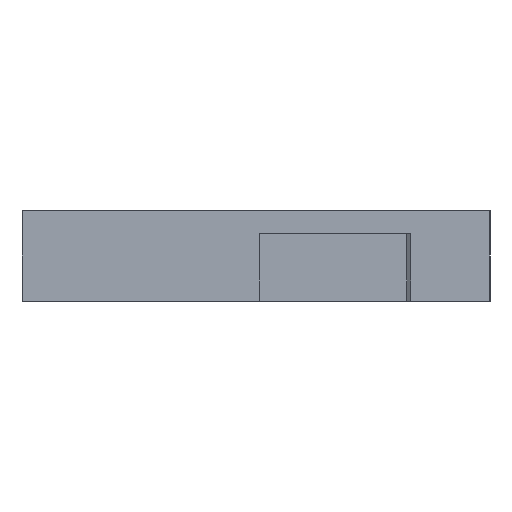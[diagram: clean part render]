
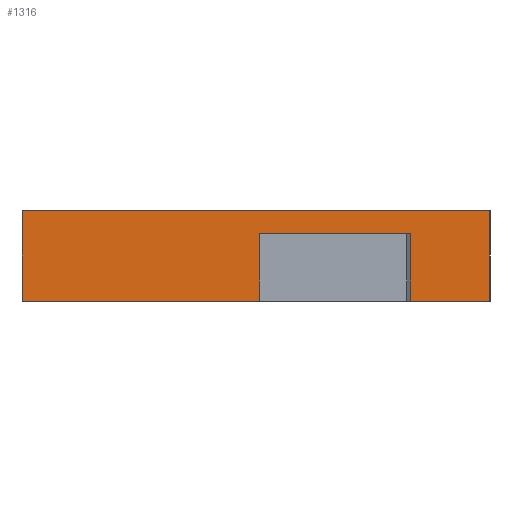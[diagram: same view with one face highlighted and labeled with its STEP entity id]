
A CAD part, left-side view. The second image highlights one B-rep face of the part: STEP entity #1316.
In plain terms, the highlighted planar face has unit normal (-1, 0, 0).
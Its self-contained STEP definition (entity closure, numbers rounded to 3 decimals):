
#100 = PLANE('',#101);
#101 = AXIS2_PLACEMENT_3D('',#102,#103,#104);
#102 = CARTESIAN_POINT('',(0.,0.,0.));
#103 = DIRECTION('',(0.,1.,0.));
#104 = DIRECTION('',(-1.,0.,0.));
#126 = PLANE('',#127);
#127 = AXIS2_PLACEMENT_3D('',#128,#129,#130);
#128 = CARTESIAN_POINT('',(0.,0.,0.));
#129 = DIRECTION('',(0.,0.,1.));
#130 = DIRECTION('',(1.,0.,0.));
#307 = PLANE('',#308);
#308 = AXIS2_PLACEMENT_3D('',#309,#310,#311);
#309 = CARTESIAN_POINT('',(-98.1,30.497,-3.));
#310 = DIRECTION('',(0.,0.,1.));
#311 = DIRECTION('',(1.,0.,0.));
#455 = VERTEX_POINT('',#456);
#456 = CARTESIAN_POINT('',(-105.,0.,-12.));
#470 = PLANE('',#471);
#471 = AXIS2_PLACEMENT_3D('',#472,#473,#474);
#472 = CARTESIAN_POINT('',(0.,0.,-12.));
#473 = DIRECTION('',(0.,0.,1.));
#474 = DIRECTION('',(1.,0.,0.));
#482 = EDGE_CURVE('',#483,#455,#485,.T.);
#483 = VERTEX_POINT('',#484);
#484 = CARTESIAN_POINT('',(-105.,0.,0.));
#485 = SURFACE_CURVE('',#486,(#490,#497),.PCURVE_S1.);
#486 = LINE('',#487,#488);
#487 = CARTESIAN_POINT('',(-105.,0.,0.));
#488 = VECTOR('',#489,1.);
#489 = DIRECTION('',(0.,0.,-1.));
#490 = PCURVE('',#100,#491);
#491 = DEFINITIONAL_REPRESENTATION('',(#492),#496);
#492 = LINE('',#493,#494);
#493 = CARTESIAN_POINT('',(105.,0.));
#494 = VECTOR('',#495,1.);
#495 = DIRECTION('',(0.,-1.));
#496 = ( GEOMETRIC_REPRESENTATION_CONTEXT(2) 
PARAMETRIC_REPRESENTATION_CONTEXT() REPRESENTATION_CONTEXT('2D SPACE',''
  ) );
#497 = PCURVE('',#498,#503);
#498 = PLANE('',#499);
#499 = AXIS2_PLACEMENT_3D('',#500,#501,#502);
#500 = CARTESIAN_POINT('',(-105.,0.,0.));
#501 = DIRECTION('',(1.,0.,0.));
#502 = DIRECTION('',(0.,1.,0.));
#503 = DEFINITIONAL_REPRESENTATION('',(#504),#508);
#504 = LINE('',#505,#506);
#505 = CARTESIAN_POINT('',(0.,0.));
#506 = VECTOR('',#507,1.);
#507 = DIRECTION('',(0.,-1.));
#508 = ( GEOMETRIC_REPRESENTATION_CONTEXT(2) 
PARAMETRIC_REPRESENTATION_CONTEXT() REPRESENTATION_CONTEXT('2D SPACE',''
  ) );
#562 = VERTEX_POINT('',#563);
#563 = CARTESIAN_POINT('',(-105.,62.,0.));
#577 = PLANE('',#578);
#578 = AXIS2_PLACEMENT_3D('',#579,#580,#581);
#579 = CARTESIAN_POINT('',(-105.,62.,0.));
#580 = DIRECTION('',(0.,-1.,0.));
#581 = DIRECTION('',(1.,0.,0.));
#589 = EDGE_CURVE('',#483,#562,#590,.T.);
#590 = SURFACE_CURVE('',#591,(#595,#602),.PCURVE_S1.);
#591 = LINE('',#592,#593);
#592 = CARTESIAN_POINT('',(-105.,0.,0.));
#593 = VECTOR('',#594,1.);
#594 = DIRECTION('',(0.,1.,0.));
#595 = PCURVE('',#126,#596);
#596 = DEFINITIONAL_REPRESENTATION('',(#597),#601);
#597 = LINE('',#598,#599);
#598 = CARTESIAN_POINT('',(-105.,0.));
#599 = VECTOR('',#600,1.);
#600 = DIRECTION('',(0.,1.));
#601 = ( GEOMETRIC_REPRESENTATION_CONTEXT(2) 
PARAMETRIC_REPRESENTATION_CONTEXT() REPRESENTATION_CONTEXT('2D SPACE',''
  ) );
#602 = PCURVE('',#498,#603);
#603 = DEFINITIONAL_REPRESENTATION('',(#604),#608);
#604 = LINE('',#605,#606);
#605 = CARTESIAN_POINT('',(0.,0.));
#606 = VECTOR('',#607,1.);
#607 = DIRECTION('',(1.,0.));
#608 = ( GEOMETRIC_REPRESENTATION_CONTEXT(2) 
PARAMETRIC_REPRESENTATION_CONTEXT() REPRESENTATION_CONTEXT('2D SPACE',''
  ) );
#1316 = ADVANCED_FACE('',(#1317),#498,.F.);
#1317 = FACE_BOUND('',#1318,.F.);
#1318 = EDGE_LOOP('',(#1319,#1342,#1370,#1393,#1421,#1449,#1470,#1471));
#1319 = ORIENTED_EDGE('',*,*,#1320,.T.);
#1320 = EDGE_CURVE('',#455,#1321,#1323,.T.);
#1321 = VERTEX_POINT('',#1322);
#1322 = CARTESIAN_POINT('',(-105.,10.497,-12.));
#1323 = SURFACE_CURVE('',#1324,(#1328,#1335),.PCURVE_S1.);
#1324 = LINE('',#1325,#1326);
#1325 = CARTESIAN_POINT('',(-105.,0.,-12.));
#1326 = VECTOR('',#1327,1.);
#1327 = DIRECTION('',(0.,1.,0.));
#1328 = PCURVE('',#498,#1329);
#1329 = DEFINITIONAL_REPRESENTATION('',(#1330),#1334);
#1330 = LINE('',#1331,#1332);
#1331 = CARTESIAN_POINT('',(0.,-12.));
#1332 = VECTOR('',#1333,1.);
#1333 = DIRECTION('',(1.,0.));
#1334 = ( GEOMETRIC_REPRESENTATION_CONTEXT(2) 
PARAMETRIC_REPRESENTATION_CONTEXT() REPRESENTATION_CONTEXT('2D SPACE',''
  ) );
#1335 = PCURVE('',#470,#1336);
#1336 = DEFINITIONAL_REPRESENTATION('',(#1337),#1341);
#1337 = LINE('',#1338,#1339);
#1338 = CARTESIAN_POINT('',(-105.,0.));
#1339 = VECTOR('',#1340,1.);
#1340 = DIRECTION('',(0.,1.));
#1341 = ( GEOMETRIC_REPRESENTATION_CONTEXT(2) 
PARAMETRIC_REPRESENTATION_CONTEXT() REPRESENTATION_CONTEXT('2D SPACE',''
  ) );
#1342 = ORIENTED_EDGE('',*,*,#1343,.T.);
#1343 = EDGE_CURVE('',#1321,#1344,#1346,.T.);
#1344 = VERTEX_POINT('',#1345);
#1345 = CARTESIAN_POINT('',(-105.,10.497,-3.));
#1346 = SURFACE_CURVE('',#1347,(#1351,#1358),.PCURVE_S1.);
#1347 = LINE('',#1348,#1349);
#1348 = CARTESIAN_POINT('',(-105.,10.497,-6.));
#1349 = VECTOR('',#1350,1.);
#1350 = DIRECTION('',(0.,0.,1.));
#1351 = PCURVE('',#498,#1352);
#1352 = DEFINITIONAL_REPRESENTATION('',(#1353),#1357);
#1353 = LINE('',#1354,#1355);
#1354 = CARTESIAN_POINT('',(10.497,-6.));
#1355 = VECTOR('',#1356,1.);
#1356 = DIRECTION('',(0.,1.));
#1357 = ( GEOMETRIC_REPRESENTATION_CONTEXT(2) 
PARAMETRIC_REPRESENTATION_CONTEXT() REPRESENTATION_CONTEXT('2D SPACE',''
  ) );
#1358 = PCURVE('',#1359,#1364);
#1359 = PLANE('',#1360);
#1360 = AXIS2_PLACEMENT_3D('',#1361,#1362,#1363);
#1361 = CARTESIAN_POINT('',(-105.5,10.497,-12.));
#1362 = DIRECTION('',(0.,1.,0.));
#1363 = DIRECTION('',(1.,0.,0.));
#1364 = DEFINITIONAL_REPRESENTATION('',(#1365),#1369);
#1365 = LINE('',#1366,#1367);
#1366 = CARTESIAN_POINT('',(0.5,-6.));
#1367 = VECTOR('',#1368,1.);
#1368 = DIRECTION('',(0.,-1.));
#1369 = ( GEOMETRIC_REPRESENTATION_CONTEXT(2) 
PARAMETRIC_REPRESENTATION_CONTEXT() REPRESENTATION_CONTEXT('2D SPACE',''
  ) );
#1370 = ORIENTED_EDGE('',*,*,#1371,.F.);
#1371 = EDGE_CURVE('',#1372,#1344,#1374,.T.);
#1372 = VERTEX_POINT('',#1373);
#1373 = CARTESIAN_POINT('',(-105.,30.497,-3.));
#1374 = SURFACE_CURVE('',#1375,(#1379,#1386),.PCURVE_S1.);
#1375 = LINE('',#1376,#1377);
#1376 = CARTESIAN_POINT('',(-105.,15.249,-3.));
#1377 = VECTOR('',#1378,1.);
#1378 = DIRECTION('',(0.,-1.,0.));
#1379 = PCURVE('',#498,#1380);
#1380 = DEFINITIONAL_REPRESENTATION('',(#1381),#1385);
#1381 = LINE('',#1382,#1383);
#1382 = CARTESIAN_POINT('',(15.249,-3.));
#1383 = VECTOR('',#1384,1.);
#1384 = DIRECTION('',(-1.,0.));
#1385 = ( GEOMETRIC_REPRESENTATION_CONTEXT(2) 
PARAMETRIC_REPRESENTATION_CONTEXT() REPRESENTATION_CONTEXT('2D SPACE',''
  ) );
#1386 = PCURVE('',#307,#1387);
#1387 = DEFINITIONAL_REPRESENTATION('',(#1388),#1392);
#1388 = LINE('',#1389,#1390);
#1389 = CARTESIAN_POINT('',(-6.9,-15.249));
#1390 = VECTOR('',#1391,1.);
#1391 = DIRECTION('',(0.,-1.));
#1392 = ( GEOMETRIC_REPRESENTATION_CONTEXT(2) 
PARAMETRIC_REPRESENTATION_CONTEXT() REPRESENTATION_CONTEXT('2D SPACE',''
  ) );
#1393 = ORIENTED_EDGE('',*,*,#1394,.T.);
#1394 = EDGE_CURVE('',#1372,#1395,#1397,.T.);
#1395 = VERTEX_POINT('',#1396);
#1396 = CARTESIAN_POINT('',(-105.,30.497,-12.));
#1397 = SURFACE_CURVE('',#1398,(#1402,#1409),.PCURVE_S1.);
#1398 = LINE('',#1399,#1400);
#1399 = CARTESIAN_POINT('',(-105.,30.497,-6.));
#1400 = VECTOR('',#1401,1.);
#1401 = DIRECTION('',(0.,0.,-1.));
#1402 = PCURVE('',#498,#1403);
#1403 = DEFINITIONAL_REPRESENTATION('',(#1404),#1408);
#1404 = LINE('',#1405,#1406);
#1405 = CARTESIAN_POINT('',(30.497,-6.));
#1406 = VECTOR('',#1407,1.);
#1407 = DIRECTION('',(0.,-1.));
#1408 = ( GEOMETRIC_REPRESENTATION_CONTEXT(2) 
PARAMETRIC_REPRESENTATION_CONTEXT() REPRESENTATION_CONTEXT('2D SPACE',''
  ) );
#1409 = PCURVE('',#1410,#1415);
#1410 = PLANE('',#1411);
#1411 = AXIS2_PLACEMENT_3D('',#1412,#1413,#1414);
#1412 = CARTESIAN_POINT('',(-98.1,30.497,-12.));
#1413 = DIRECTION('',(0.,-1.,0.));
#1414 = DIRECTION('',(-1.,0.,0.));
#1415 = DEFINITIONAL_REPRESENTATION('',(#1416),#1420);
#1416 = LINE('',#1417,#1418);
#1417 = CARTESIAN_POINT('',(6.9,-6.));
#1418 = VECTOR('',#1419,1.);
#1419 = DIRECTION('',(0.,1.));
#1420 = ( GEOMETRIC_REPRESENTATION_CONTEXT(2) 
PARAMETRIC_REPRESENTATION_CONTEXT() REPRESENTATION_CONTEXT('2D SPACE',''
  ) );
#1421 = ORIENTED_EDGE('',*,*,#1422,.T.);
#1422 = EDGE_CURVE('',#1395,#1423,#1425,.T.);
#1423 = VERTEX_POINT('',#1424);
#1424 = CARTESIAN_POINT('',(-105.,62.,-12.));
#1425 = SURFACE_CURVE('',#1426,(#1430,#1437),.PCURVE_S1.);
#1426 = LINE('',#1427,#1428);
#1427 = CARTESIAN_POINT('',(-105.,0.,-12.));
#1428 = VECTOR('',#1429,1.);
#1429 = DIRECTION('',(0.,1.,0.));
#1430 = PCURVE('',#498,#1431);
#1431 = DEFINITIONAL_REPRESENTATION('',(#1432),#1436);
#1432 = LINE('',#1433,#1434);
#1433 = CARTESIAN_POINT('',(0.,-12.));
#1434 = VECTOR('',#1435,1.);
#1435 = DIRECTION('',(1.,0.));
#1436 = ( GEOMETRIC_REPRESENTATION_CONTEXT(2) 
PARAMETRIC_REPRESENTATION_CONTEXT() REPRESENTATION_CONTEXT('2D SPACE',''
  ) );
#1437 = PCURVE('',#1438,#1443);
#1438 = PLANE('',#1439);
#1439 = AXIS2_PLACEMENT_3D('',#1440,#1441,#1442);
#1440 = CARTESIAN_POINT('',(0.,0.,-12.));
#1441 = DIRECTION('',(0.,0.,1.));
#1442 = DIRECTION('',(1.,0.,0.));
#1443 = DEFINITIONAL_REPRESENTATION('',(#1444),#1448);
#1444 = LINE('',#1445,#1446);
#1445 = CARTESIAN_POINT('',(-105.,0.));
#1446 = VECTOR('',#1447,1.);
#1447 = DIRECTION('',(0.,1.));
#1448 = ( GEOMETRIC_REPRESENTATION_CONTEXT(2) 
PARAMETRIC_REPRESENTATION_CONTEXT() REPRESENTATION_CONTEXT('2D SPACE',''
  ) );
#1449 = ORIENTED_EDGE('',*,*,#1450,.F.);
#1450 = EDGE_CURVE('',#562,#1423,#1451,.T.);
#1451 = SURFACE_CURVE('',#1452,(#1456,#1463),.PCURVE_S1.);
#1452 = LINE('',#1453,#1454);
#1453 = CARTESIAN_POINT('',(-105.,62.,0.));
#1454 = VECTOR('',#1455,1.);
#1455 = DIRECTION('',(0.,0.,-1.));
#1456 = PCURVE('',#498,#1457);
#1457 = DEFINITIONAL_REPRESENTATION('',(#1458),#1462);
#1458 = LINE('',#1459,#1460);
#1459 = CARTESIAN_POINT('',(62.,0.));
#1460 = VECTOR('',#1461,1.);
#1461 = DIRECTION('',(0.,-1.));
#1462 = ( GEOMETRIC_REPRESENTATION_CONTEXT(2) 
PARAMETRIC_REPRESENTATION_CONTEXT() REPRESENTATION_CONTEXT('2D SPACE',''
  ) );
#1463 = PCURVE('',#577,#1464);
#1464 = DEFINITIONAL_REPRESENTATION('',(#1465),#1469);
#1465 = LINE('',#1466,#1467);
#1466 = CARTESIAN_POINT('',(0.,0.));
#1467 = VECTOR('',#1468,1.);
#1468 = DIRECTION('',(0.,-1.));
#1469 = ( GEOMETRIC_REPRESENTATION_CONTEXT(2) 
PARAMETRIC_REPRESENTATION_CONTEXT() REPRESENTATION_CONTEXT('2D SPACE',''
  ) );
#1470 = ORIENTED_EDGE('',*,*,#589,.F.);
#1471 = ORIENTED_EDGE('',*,*,#482,.T.);
